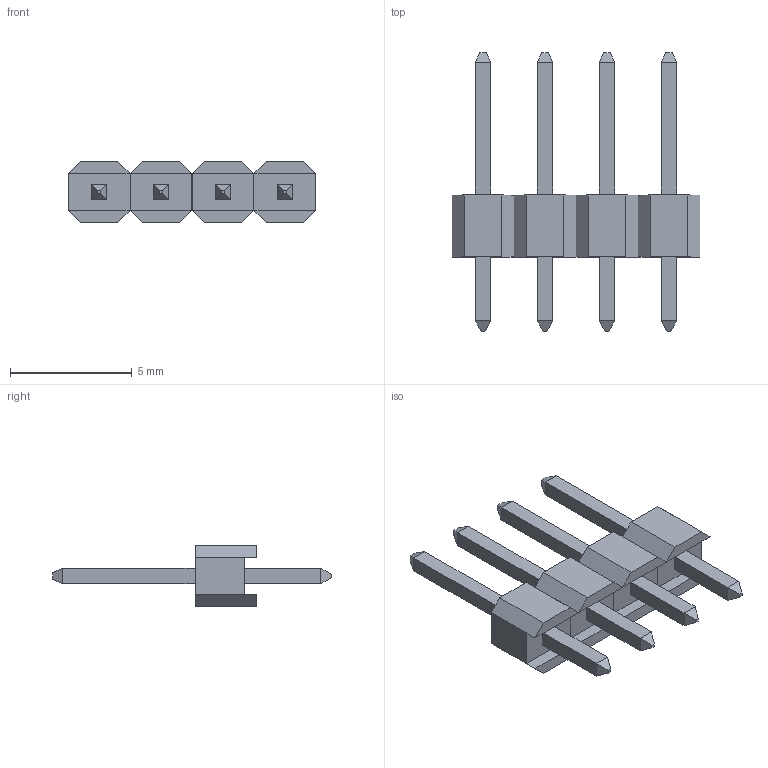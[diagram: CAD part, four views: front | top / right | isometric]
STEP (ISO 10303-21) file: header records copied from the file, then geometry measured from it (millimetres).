
FILE_DESCRIPTION (( 'STEP AP214' ), '1' );
FILE_NAME ('4 Pin Shrouded Header 2.54mm.STEP', '2018-06-19T21:11:22', ( '' ), ( '' ), 'SwSTEP 2.0', 'SolidWorks 2016', '' );
FILE_SCHEMA (( 'AUTOMOTIVE_DESIGN' ));
Length unit declared in the file: millimetre
Products named in the file (2): 4 Pin Shrouded Header 2.54mm; 1 row end bumps format
Assembly tree (4 placements, depth 2):
  4 Pin Shrouded Header 2.54mm
    1 row end bumps format  x4
Bounding box: 10.16 x 11.43 x 2.54 mm (x, y, z)
Volume: 67.3 mm3; surface area: 240.5 mm2
Topology: 12 solids, 12 shells, 136 faces, 288 edges, 176 vertices
Faces by surface type: plane 136
Entity records: 1362 total; most frequent: CARTESIAN_POINT 157, DIRECTION 154, ORIENTED_EDGE 144, EDGE_CURVE 72, VECTOR 72, LINE 72, VERTEX_POINT 44, AXIS2_PLACEMENT_3D 41
